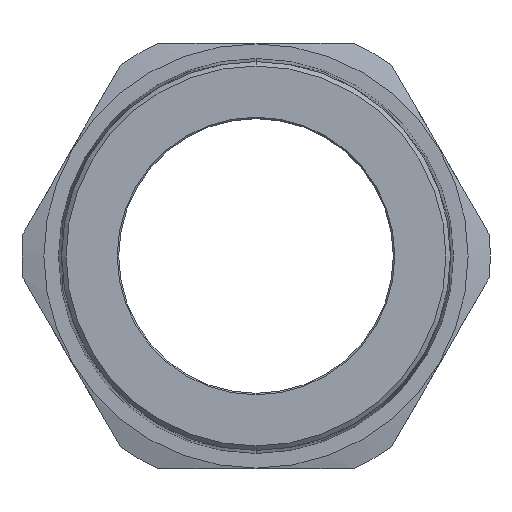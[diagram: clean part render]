
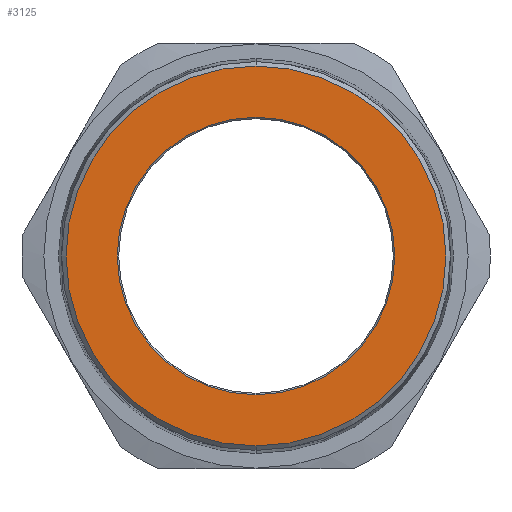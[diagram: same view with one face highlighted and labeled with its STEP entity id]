
A CAD part, left-side view. The second image highlights one B-rep face of the part: STEP entity #3125.
In plain terms, the highlighted planar face has unit normal (-1, 0, 0).
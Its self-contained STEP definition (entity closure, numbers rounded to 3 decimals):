
#214 = CIRCLE ( 'NONE', #2948, 49.7 ) ;
#295 = VERTEX_POINT ( 'NONE', #4169 ) ;
#298 = CARTESIAN_POINT ( 'NONE',  ( 0., 0., 0. ) ) ;
#367 = ORIENTED_EDGE ( 'NONE', *, *, #3793, .T. ) ;
#401 = FACE_OUTER_BOUND ( 'NONE', #4950, .T. ) ;
#426 = DIRECTION ( 'NONE',  ( 1., 0., 0. ) ) ;
#495 = DIRECTION ( 'NONE',  ( 1., 0., 0. ) ) ;
#707 = DIRECTION ( 'NONE',  ( 1., 0., 0. ) ) ;
#825 = DIRECTION ( 'NONE',  ( 0., 0., -1. ) ) ;
#862 = EDGE_LOOP ( 'NONE', ( #2824, #1914 ) ) ;
#1025 = CARTESIAN_POINT ( 'NONE',  ( 0., 0., 0. ) ) ;
#1077 = AXIS2_PLACEMENT_3D ( 'NONE', #1261, #495, #1247 ) ;
#1217 = VERTEX_POINT ( 'NONE', #4773 ) ;
#1247 = DIRECTION ( 'NONE',  ( 0., 0., -1. ) ) ;
#1261 = CARTESIAN_POINT ( 'NONE',  ( 0., 0., 0. ) ) ;
#1353 = CIRCLE ( 'NONE', #1726, 68.058 ) ;
#1487 = PLANE ( 'NONE',  #4131 ) ;
#1673 = DIRECTION ( 'NONE',  ( -1., 0., 0. ) ) ;
#1726 = AXIS2_PLACEMENT_3D ( 'NONE', #3785, #1673, #3496 ) ;
#1801 = CIRCLE ( 'NONE', #1077, 49.7 ) ;
#1914 = ORIENTED_EDGE ( 'NONE', *, *, #3798, .T. ) ;
#2024 = AXIS2_PLACEMENT_3D ( 'NONE', #1025, #4419, #4763 ) ;
#2148 = CARTESIAN_POINT ( 'NONE',  ( 0., 0., -49.7 ) ) ;
#2240 = VERTEX_POINT ( 'NONE', #4568 ) ;
#2347 = CARTESIAN_POINT ( 'NONE',  ( 0., 0., 0. ) ) ;
#2696 = VERTEX_POINT ( 'NONE', #2148 ) ;
#2824 = ORIENTED_EDGE ( 'NONE', *, *, #4531, .T. ) ;
#2948 = AXIS2_PLACEMENT_3D ( 'NONE', #2347, #426, #825 ) ;
#3125 = ADVANCED_FACE ( 'NONE', ( #401, #4772 ), #1487, .F. ) ;
#3355 = DIRECTION ( 'NONE',  ( 0., 0., -1. ) ) ;
#3496 = DIRECTION ( 'NONE',  ( 0., 0., -1. ) ) ;
#3590 = EDGE_CURVE ( 'NONE', #2240, #1217, #4450, .T. ) ;
#3696 = ORIENTED_EDGE ( 'NONE', *, *, #3590, .T. ) ;
#3785 = CARTESIAN_POINT ( 'NONE',  ( 0., 0., 0. ) ) ;
#3793 = EDGE_CURVE ( 'NONE', #1217, #2240, #1353, .T. ) ;
#3798 = EDGE_CURVE ( 'NONE', #2696, #295, #214, .T. ) ;
#4131 = AXIS2_PLACEMENT_3D ( 'NONE', #298, #707, #3355 ) ;
#4169 = CARTESIAN_POINT ( 'NONE',  ( 0., 0., 49.7 ) ) ;
#4419 = DIRECTION ( 'NONE',  ( -1., 0., 0. ) ) ;
#4450 = CIRCLE ( 'NONE', #2024, 68.058 ) ;
#4531 = EDGE_CURVE ( 'NONE', #295, #2696, #1801, .T. ) ;
#4568 = CARTESIAN_POINT ( 'NONE',  ( 0., 0., -68.058 ) ) ;
#4763 = DIRECTION ( 'NONE',  ( 0., 0., -1. ) ) ;
#4772 = FACE_BOUND ( 'NONE', #862, .T. ) ;
#4773 = CARTESIAN_POINT ( 'NONE',  ( 0., 0., 68.058 ) ) ;
#4950 = EDGE_LOOP ( 'NONE', ( #3696, #367 ) ) ;
